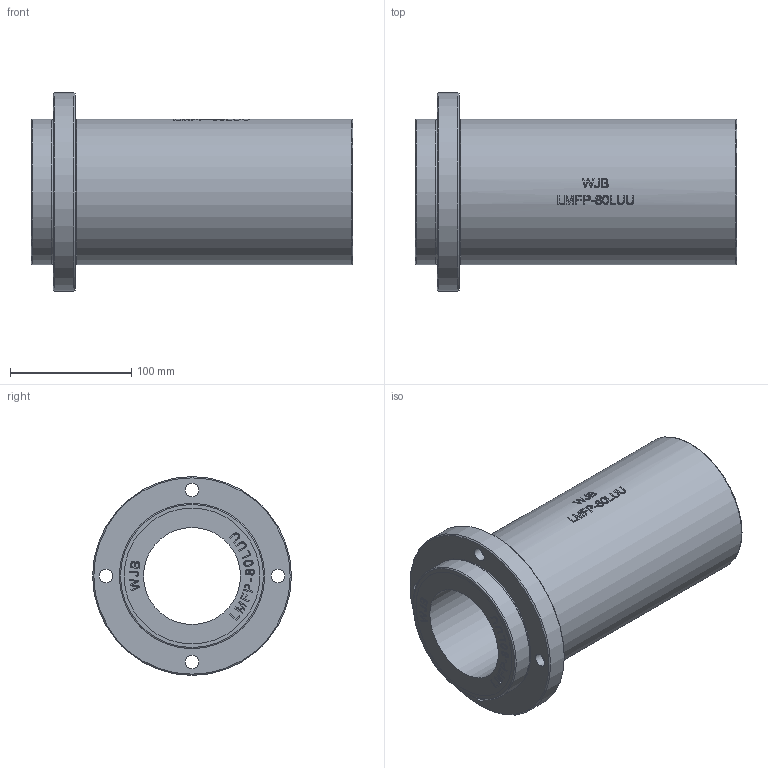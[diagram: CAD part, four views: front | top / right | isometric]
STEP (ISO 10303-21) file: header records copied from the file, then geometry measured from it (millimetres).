
FILE_DESCRIPTION(/* description */ (''),/* implementation_level */ '2;1');
FILE_NAME(/* name */ 'WJB-LMFP-80LUU-2.stp',/* time_stamp */ '2019-01-26T19:22:09+08:00',/* author */ (''),/* organization */ (''),/* preprocessor_version */ 'ST-DEVELOPER v11',/* originating_system */ 'SIEMENS UGS NX 6.0',/* authorisation */ '');
FILE_SCHEMA (('AUTOMOTIVE_DESIGN { 1 0 10303 214 1 1 1 1 }'));
Length unit declared in the file: millimetre
Products named in the file (1): ROCK97E1xpov
Bounding box: 265 x 164 x 164 mm (x, y, z)
Volume: 1826921.8 mm3; surface area: 203485.2 mm2
Topology: 1 solids, 1 shells, 378 faces, 939 edges, 628 vertices
Faces by surface type: plane 228, extrusion 111, cylinder 33, torus 4, cone 2
Full cylindrical faces by diameter (mm): 11 x4, 17 x4, 80 x1, 112 x2, 120 x2, 164 x1
Entity records: 14353 total; most frequent: CARTESIAN_POINT 5974, ORIENTED_EDGE 1822, DIRECTION 1320, EDGE_CURVE 911, VERTEX_POINT 620, VECTOR 588, LINE 477, EDGE_LOOP 473
